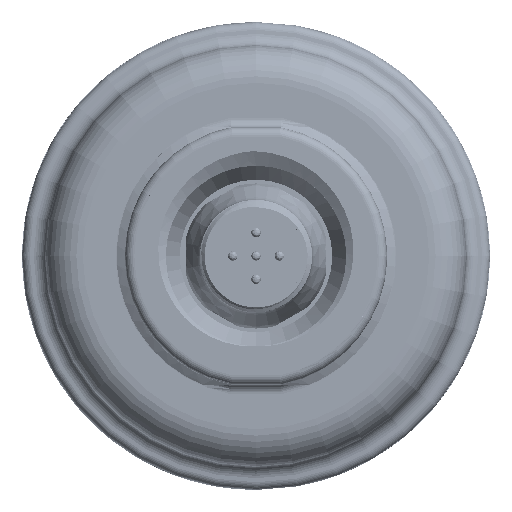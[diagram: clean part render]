
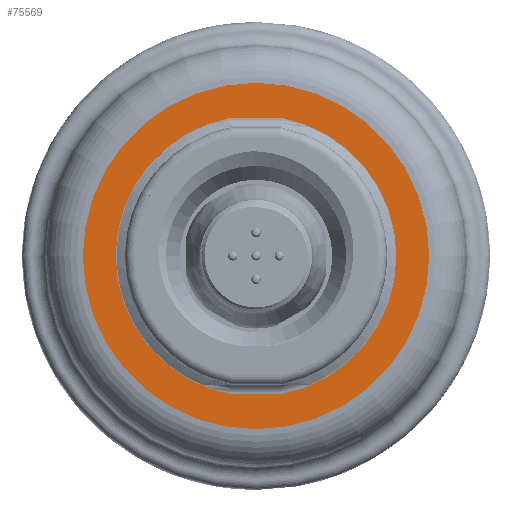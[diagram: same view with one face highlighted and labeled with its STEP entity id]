
A CAD part, front view. The second image highlights one B-rep face of the part: STEP entity #75569.
In plain terms, the highlighted planar face has unit normal (0, -1, 0).
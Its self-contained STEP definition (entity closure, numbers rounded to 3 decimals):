
#51342=CARTESIAN_POINT('',(0.,-3.,0.));
#51343=DIRECTION('',(0.,-1.,0.));
#51344=DIRECTION('',(-0.182,0.,0.983));
#51345=AXIS2_PLACEMENT_3D('',#51342,#51343,#51344);
#51347=DIRECTION('',(1.,0.,0.));
#51348=VECTOR('',#51347,5.454);
#51349=CARTESIAN_POINT('',(-2.727,-3.,-14.75));
#51350=LINE('',#51349,#51348);
#51351=CARTESIAN_POINT('',(0.,-3.,0.));
#51352=DIRECTION('',(0.,-1.,0.));
#51353=DIRECTION('',(0.182,0.,-0.983));
#51354=AXIS2_PLACEMENT_3D('',#51351,#51352,#51353);
#51356=DIRECTION('',(-1.,0.,0.));
#51357=VECTOR('',#51356,5.454);
#51358=CARTESIAN_POINT('',(2.727,-3.,14.75));
#51359=LINE('',#51358,#51357);
#51360=CARTESIAN_POINT('',(0.,-3.,0.));
#51361=DIRECTION('',(0.,-1.,0.));
#51362=DIRECTION('',(0.,0.,-1.));
#51363=AXIS2_PLACEMENT_3D('',#51360,#51361,#51362);
#51365=CARTESIAN_POINT('',(0.,-3.,0.));
#51366=DIRECTION('',(0.,-1.,0.));
#51367=DIRECTION('',(0.,0.,1.));
#51368=AXIS2_PLACEMENT_3D('',#51365,#51366,#51367);
#54542=CARTESIAN_POINT('',(-2.727,-3.,14.75));
#54543=CARTESIAN_POINT('',(-2.727,-3.,-14.75));
#54544=VERTEX_POINT('',#54542);
#54545=VERTEX_POINT('',#54543);
#54550=CARTESIAN_POINT('',(2.727,-3.,-14.75));
#54551=CARTESIAN_POINT('',(2.727,-3.,14.75));
#54552=VERTEX_POINT('',#54550);
#54553=VERTEX_POINT('',#54551);
#54910=CARTESIAN_POINT('',(0.,-3.,-18.5));
#54911=CARTESIAN_POINT('',(0.,-3.,18.5));
#54912=VERTEX_POINT('',#54910);
#54913=VERTEX_POINT('',#54911);
#75550=CARTESIAN_POINT('',(0.,-3.,0.));
#75551=DIRECTION('',(0.,-1.,0.));
#75552=DIRECTION('',(0.,0.,1.));
#75553=AXIS2_PLACEMENT_3D('',#75550,#75551,#75552);
#75554=PLANE('',#75553);
#75556=ORIENTED_EDGE('',*,*,#75555,.F.);
#75558=ORIENTED_EDGE('',*,*,#75557,.F.);
#75559=EDGE_LOOP('',(#75556,#75558));
#75560=FACE_OUTER_BOUND('',#75559,.F.);
#75562=ORIENTED_EDGE('',*,*,#75561,.T.);
#75563=ORIENTED_EDGE('',*,*,#75528,.T.);
#75564=ORIENTED_EDGE('',*,*,#75541,.T.);
#75566=ORIENTED_EDGE('',*,*,#75565,.T.);
#75567=EDGE_LOOP('',(#75562,#75563,#75564,#75566));
#75568=FACE_BOUND('',#75567,.F.);
#75569=ADVANCED_FACE('',(#75560,#75568),#75554,.T.);
#51346=CIRCLE('',#51345,15.);
#51355=CIRCLE('',#51354,15.);
#51364=CIRCLE('',#51363,18.5);
#51369=CIRCLE('',#51368,18.5);
#75528=EDGE_CURVE('',#54545,#54552,#51350,.T.);
#75541=EDGE_CURVE('',#54552,#54553,#51355,.T.);
#75555=EDGE_CURVE('',#54912,#54913,#51364,.T.);
#75557=EDGE_CURVE('',#54913,#54912,#51369,.T.);
#75561=EDGE_CURVE('',#54544,#54545,#51346,.T.);
#75565=EDGE_CURVE('',#54553,#54544,#51359,.T.);
